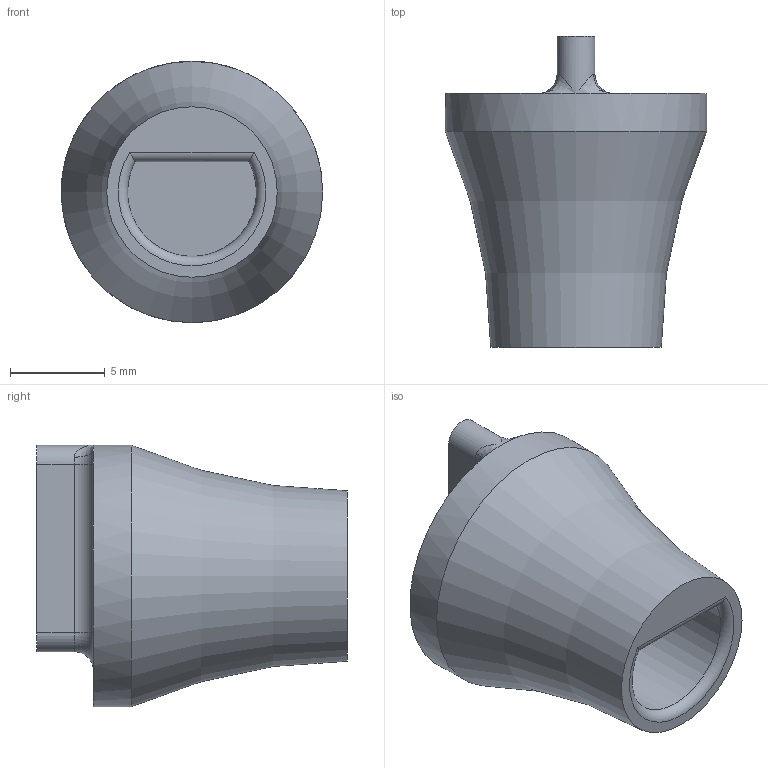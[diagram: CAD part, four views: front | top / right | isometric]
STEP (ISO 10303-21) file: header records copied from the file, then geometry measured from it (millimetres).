
FILE_DESCRIPTION(/* description */ (''),/* implementation_level */ '2;1');
FILE_NAME(/* name */ 'IR Adjust Knob.step',/* time_stamp */ '2019-09-05T10:22:10-07:00',/* author */ (''),/* organization */ (''),/* preprocessor_version */ 'ST-DEVELOPER v18',/* originating_system */ 'Autodesk Translation Framework v8.2.0.1029',/* authorisation */ '');
FILE_SCHEMA (('AUTOMOTIVE_DESIGN { 1 0 10303 214 3 1 1 }'));
Length unit declared in the file: millimetre
Products named in the file (1): IR Adjust Knob
Bounding box: 13.8 x 16.4 x 13.8 mm (x, y, z)
Volume: 1145.5 mm3; surface area: 918 mm2
Topology: 1 solids, 1 shells, 21 faces, 48 edges, 28 vertices
Faces by surface type: cylinder 7, plane 7, torus 5, bspline 2
Full cylindrical faces by diameter (mm): 13.8 x1
Entity records: 719 total; most frequent: CARTESIAN_POINT 214, DIRECTION 108, ORIENTED_EDGE 92, EDGE_CURVE 46, AXIS2_PLACEMENT_3D 46, VERTEX_POINT 28, CIRCLE 26, EDGE_LOOP 22
